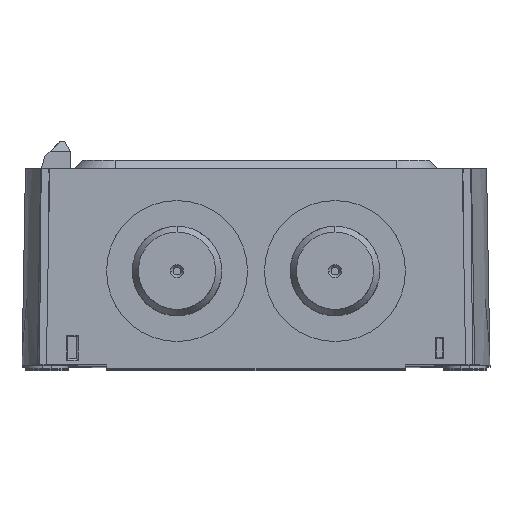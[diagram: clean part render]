
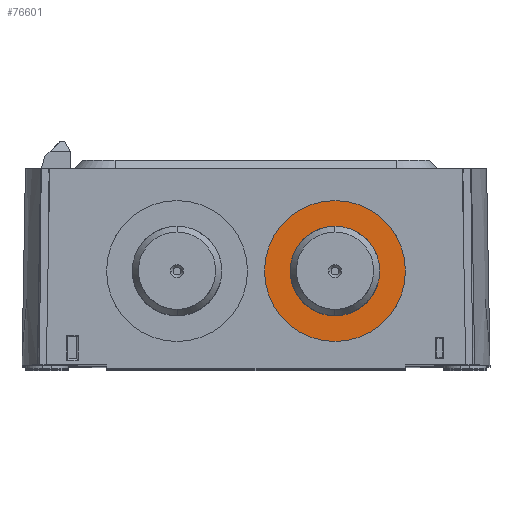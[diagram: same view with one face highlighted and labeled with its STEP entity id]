
A CAD part, top view. The second image highlights one B-rep face of the part: STEP entity #76601.
In plain terms, the highlighted planar face has unit normal (0, 0, 1).
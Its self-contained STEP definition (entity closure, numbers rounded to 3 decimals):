
#7255 = DIRECTION ( 'NONE',  ( -1., 0., 0. ) ) ;
#9589 = DIRECTION ( 'NONE',  ( 0., 0., 1. ) ) ;
#17623 = DIRECTION ( 'NONE',  ( 0., 0., 1. ) ) ;
#21116 = CARTESIAN_POINT ( 'NONE',  ( 44.5, 22.8, 42.5 ) ) ;
#24438 = CARTESIAN_POINT ( 'NONE',  ( 44.5, 22.8, 42.5 ) ) ;
#27295 = AXIS2_PLACEMENT_3D ( 'NONE', #117768, #40064, #88492 ) ;
#28456 = ORIENTED_EDGE ( 'NONE', *, *, #43897, .T. ) ;
#32712 = VERTEX_POINT ( 'NONE', #48455 ) ;
#33788 = ORIENTED_EDGE ( 'NONE', *, *, #98644, .F. ) ;
#34403 = DIRECTION ( 'NONE',  ( -1., 0., 0. ) ) ;
#34813 = DIRECTION ( 'NONE',  ( -1., 0., 0. ) ) ;
#35885 = DIRECTION ( 'NONE',  ( 0., 0., 1. ) ) ;
#38233 = CARTESIAN_POINT ( 'NONE',  ( 44.5, 22.8, 42.5 ) ) ;
#39664 = ORIENTED_EDGE ( 'NONE', *, *, #88309, .T. ) ;
#40064 = DIRECTION ( 'NONE',  ( 0., 0., 1. ) ) ;
#41151 = CARTESIAN_POINT ( 'NONE',  ( 28.002, 22.8, 42.5 ) ) ;
#43897 = EDGE_CURVE ( 'NONE', #32712, #85507, #115279, .T. ) ;
#48403 = DIRECTION ( 'NONE',  ( -1., 0., 0. ) ) ;
#48455 = CARTESIAN_POINT ( 'NONE',  ( 60.998, 22.8, 42.5 ) ) ;
#49869 = AXIS2_PLACEMENT_3D ( 'NONE', #102973, #17623, #34813 ) ;
#53386 = EDGE_CURVE ( 'NONE', #54139, #97666, #65546, .T. ) ;
#53695 = ORIENTED_EDGE ( 'NONE', *, *, #53386, .F. ) ;
#54139 = VERTEX_POINT ( 'NONE', #63455 ) ;
#55184 = FACE_BOUND ( 'NONE', #60992, .T. ) ;
#60992 = EDGE_LOOP ( 'NONE', ( #53695, #33788 ) ) ;
#63455 = CARTESIAN_POINT ( 'NONE',  ( 34., 22.8, 42.5 ) ) ;
#65546 = CIRCLE ( 'NONE', #102191, 10.5 ) ;
#71345 = DIRECTION ( 'NONE',  ( 0., 0., 1. ) ) ;
#73631 = EDGE_LOOP ( 'NONE', ( #39664, #28456 ) ) ;
#76601 = ADVANCED_FACE ( 'NONE', ( #55184, #93423 ), #104245, .T. ) ;
#79758 = CIRCLE ( 'NONE', #118421, 10.5 ) ;
#85507 = VERTEX_POINT ( 'NONE', #41151 ) ;
#88309 = EDGE_CURVE ( 'NONE', #85507, #32712, #90354, .T. ) ;
#88492 = DIRECTION ( 'NONE',  ( -1., 0., 0. ) ) ;
#90354 = CIRCLE ( 'NONE', #27295, 16.498 ) ;
#93423 = FACE_OUTER_BOUND ( 'NONE', #73631, .T. ) ;
#97666 = VERTEX_POINT ( 'NONE', #120955 ) ;
#98644 = EDGE_CURVE ( 'NONE', #97666, #54139, #79758, .T. ) ;
#102191 = AXIS2_PLACEMENT_3D ( 'NONE', #38233, #9589, #48403 ) ;
#102973 = CARTESIAN_POINT ( 'NONE',  ( 44.5, 22.8, 42.5 ) ) ;
#104245 = PLANE ( 'NONE',  #49869 ) ;
#115279 = CIRCLE ( 'NONE', #117363, 16.498 ) ;
#117363 = AXIS2_PLACEMENT_3D ( 'NONE', #24438, #35885, #7255 ) ;
#117768 = CARTESIAN_POINT ( 'NONE',  ( 44.5, 22.8, 42.5 ) ) ;
#118421 = AXIS2_PLACEMENT_3D ( 'NONE', #21116, #71345, #34403 ) ;
#120955 = CARTESIAN_POINT ( 'NONE',  ( 55., 22.8, 42.5 ) ) ;
